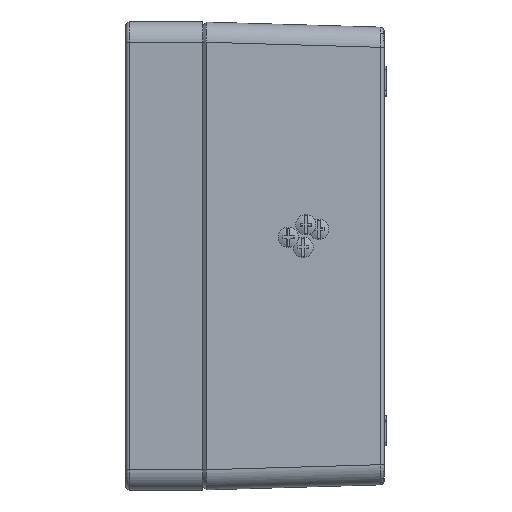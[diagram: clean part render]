
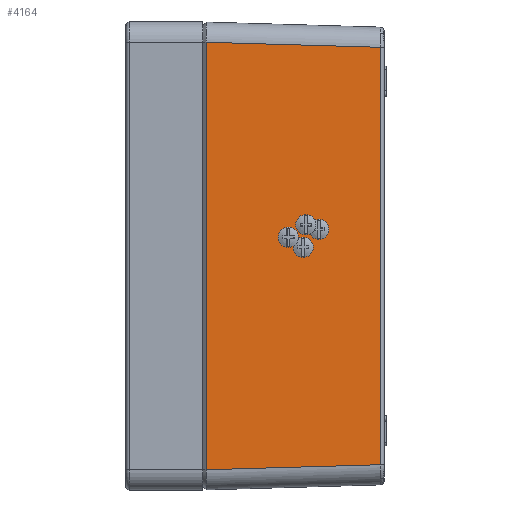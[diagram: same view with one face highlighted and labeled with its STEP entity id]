
A CAD part, left-side view. The second image highlights one B-rep face of the part: STEP entity #4164.
In plain terms, the highlighted planar face has unit normal (-1, -0.029, 0).
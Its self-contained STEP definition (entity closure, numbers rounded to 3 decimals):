
#1985 = EDGE_LOOP ( 'NONE', ( #52061, #51904, #52017, #51206 ) ) ;
#2608 = EDGE_CURVE ( 'NONE', #13640, #13646, #36304, .T. ) ;
#2624 = EDGE_CURVE ( 'NONE', #13646, #13668, #36320, .T. ) ;
#3190 = EDGE_CURVE ( 'NONE', #13668, #7332, #36050, .T. ) ;
#3731 = EDGE_CURVE ( 'NONE', #7332, #13640, #36799, .T. ) ;
#4164 = ADVANCED_FACE ( 'NONE', ( #36946 ), #17176, .T. ) ;
#4613 = VECTOR ( 'NONE', #5342, 1000. ) ;
#4623 = VECTOR ( 'NONE', #22314, 1000. ) ;
#4896 = VECTOR ( 'NONE', #5422, 1000. ) ;
#5342 = DIRECTION ( 'NONE',  ( 0., 0., -1. ) ) ;
#5344 = CARTESIAN_POINT ( 'NONE',  ( -100.948, -1.799, -116. ) ) ;
#5422 = DIRECTION ( 'NONE',  ( 0.029, -0.999, 0.029 ) ) ;
#5423 = CARTESIAN_POINT ( 'NONE',  ( -101.008, 0.288, -106.012 ) ) ;
#7332 = VERTEX_POINT ( 'NONE', #14857 ) ;
#13640 = VERTEX_POINT ( 'NONE', #33014 ) ;
#13646 = VERTEX_POINT ( 'NONE', #32591 ) ;
#13668 = VERTEX_POINT ( 'NONE', #32755 ) ;
#14857 = CARTESIAN_POINT ( 'NONE',  ( -98.456, -88.058, 103.46 ) ) ;
#17167 = DIRECTION ( 'NONE',  ( 0.029, -1., 0. ) ) ;
#17173 = DIRECTION ( 'NONE',  ( -1., -0.029, 0. ) ) ;
#17174 = CARTESIAN_POINT ( 'NONE',  ( -101., 0., -116. ) ) ;
#17176 = PLANE ( 'NONE',  #18340 ) ;
#17851 = VECTOR ( 'NONE', #22961, 1000. ) ;
#18340 = AXIS2_PLACEMENT_3D ( 'NONE', #17174, #17173, #17167 ) ;
#22313 = CARTESIAN_POINT ( 'NONE',  ( -98.456, -88.058, 103.404 ) ) ;
#22314 = DIRECTION ( 'NONE',  ( 0., 0., 1. ) ) ;
#22932 = CARTESIAN_POINT ( 'NONE',  ( -100.815, -6.403, 105.819 ) ) ;
#22961 = DIRECTION ( 'NONE',  ( -0.029, 0.999, 0.029 ) ) ;
#32591 = CARTESIAN_POINT ( 'NONE',  ( -100.948, -1.799, -105.952 ) ) ;
#32755 = CARTESIAN_POINT ( 'NONE',  ( -98.456, -88.058, -103.46 ) ) ;
#33014 = CARTESIAN_POINT ( 'NONE',  ( -100.948, -1.799, 105.952 ) ) ;
#36050 = LINE ( 'NONE', #22313, #4623 ) ;
#36304 = LINE ( 'NONE', #5344, #4613 ) ;
#36320 = LINE ( 'NONE', #5423, #4896 ) ;
#36799 = LINE ( 'NONE', #22932, #17851 ) ;
#36946 = FACE_OUTER_BOUND ( 'NONE', #1985, .T. ) ;
#51206 = ORIENTED_EDGE ( 'NONE', *, *, #3190, .T. ) ;
#51904 = ORIENTED_EDGE ( 'NONE', *, *, #2608, .T. ) ;
#52017 = ORIENTED_EDGE ( 'NONE', *, *, #2624, .T. ) ;
#52061 = ORIENTED_EDGE ( 'NONE', *, *, #3731, .T. ) ;
